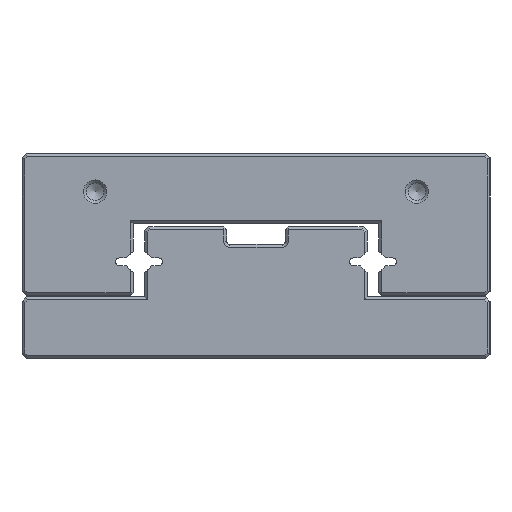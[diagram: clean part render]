
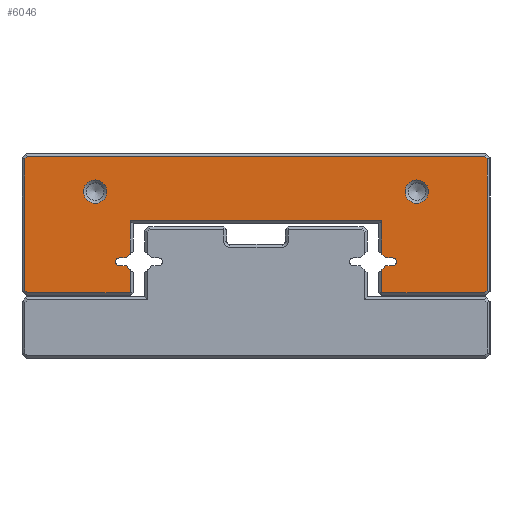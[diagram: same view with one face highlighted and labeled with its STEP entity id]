
A CAD part, left-side view. The second image highlights one B-rep face of the part: STEP entity #6046.
In plain terms, the highlighted planar face has unit normal (-1, 0, 0).
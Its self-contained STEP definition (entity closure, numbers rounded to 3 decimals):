
#5083=FACE_BOUND('',#9330,.T.);
#5084=FACE_BOUND('',#9331,.T.);
#5085=FACE_BOUND('',#9332,.T.);
#5584=CIRCLE('',#25614,0.667);
#5601=CIRCLE('',#25639,0.667);
#5605=CIRCLE('',#25649,2.);
#5606=CIRCLE('',#25650,2.);
#6046=ADVANCED_FACE('',(#5083,#5084,#5085),#7203,.T.);
#7203=PLANE('',#25651);
#9330=EDGE_LOOP('',(#12209,#12210,#12211,#12212,#12213,#12214,#12215,#12216,
#12217,#12218,#12219,#12220,#12221,#12222,#12223,#12224,#12225,#12226,#12227,
#12228,#12229,#12230,#12231,#12232));
#9331=EDGE_LOOP('',(#12233));
#9332=EDGE_LOOP('',(#12234));
#12209=ORIENTED_EDGE('',*,*,#19163,.F.);
#12210=ORIENTED_EDGE('',*,*,#19202,.T.);
#12211=ORIENTED_EDGE('',*,*,#19203,.T.);
#12212=ORIENTED_EDGE('',*,*,#19204,.T.);
#12213=ORIENTED_EDGE('',*,*,#19110,.F.);
#12214=ORIENTED_EDGE('',*,*,#19104,.F.);
#12215=ORIENTED_EDGE('',*,*,#19101,.F.);
#12216=ORIENTED_EDGE('',*,*,#19098,.F.);
#12217=ORIENTED_EDGE('',*,*,#19096,.F.);
#12218=ORIENTED_EDGE('',*,*,#19205,.T.);
#12219=ORIENTED_EDGE('',*,*,#19206,.T.);
#12220=ORIENTED_EDGE('',*,*,#19207,.T.);
#12221=ORIENTED_EDGE('',*,*,#19208,.T.);
#12222=ORIENTED_EDGE('',*,*,#19209,.T.);
#12223=ORIENTED_EDGE('',*,*,#19210,.T.);
#12224=ORIENTED_EDGE('',*,*,#19211,.T.);
#12225=ORIENTED_EDGE('',*,*,#19212,.T.);
#12226=ORIENTED_EDGE('',*,*,#19213,.T.);
#12227=ORIENTED_EDGE('',*,*,#19214,.T.);
#12228=ORIENTED_EDGE('',*,*,#19215,.T.);
#12229=ORIENTED_EDGE('',*,*,#19177,.F.);
#12230=ORIENTED_EDGE('',*,*,#19171,.F.);
#12231=ORIENTED_EDGE('',*,*,#19168,.F.);
#12232=ORIENTED_EDGE('',*,*,#19165,.F.);
#12233=ORIENTED_EDGE('',*,*,#19216,.T.);
#12234=ORIENTED_EDGE('',*,*,#19217,.T.);
#16986=VERTEX_POINT('',#34188);
#16987=VERTEX_POINT('',#34190);
#16988=VERTEX_POINT('',#34194);
#16990=VERTEX_POINT('',#34200);
#16992=VERTEX_POINT('',#34206);
#16997=VERTEX_POINT('',#34218);
#17033=VERTEX_POINT('',#34310);
#17034=VERTEX_POINT('',#34312);
#17035=VERTEX_POINT('',#34316);
#17037=VERTEX_POINT('',#34322);
#17039=VERTEX_POINT('',#34328);
#17044=VERTEX_POINT('',#34340);
#17065=VERTEX_POINT('',#34390);
#17066=VERTEX_POINT('',#34392);
#17067=VERTEX_POINT('',#34395);
#17068=VERTEX_POINT('',#34397);
#17069=VERTEX_POINT('',#34399);
#17070=VERTEX_POINT('',#34401);
#17071=VERTEX_POINT('',#34403);
#17072=VERTEX_POINT('',#34405);
#17073=VERTEX_POINT('',#34407);
#17074=VERTEX_POINT('',#34409);
#17075=VERTEX_POINT('',#34411);
#17076=VERTEX_POINT('',#34413);
#17077=VERTEX_POINT('',#34416);
#17078=VERTEX_POINT('',#34418);
#19096=EDGE_CURVE('',#16986,#16987,#21607,.T.);
#19098=EDGE_CURVE('',#16987,#16988,#21609,.T.);
#19101=EDGE_CURVE('',#16988,#16990,#5584,.T.);
#19104=EDGE_CURVE('',#16990,#16992,#21613,.T.);
#19110=EDGE_CURVE('',#16992,#16997,#21619,.T.);
#19163=EDGE_CURVE('',#17033,#17034,#21657,.T.);
#19165=EDGE_CURVE('',#17034,#17035,#21659,.T.);
#19168=EDGE_CURVE('',#17035,#17037,#5601,.T.);
#19171=EDGE_CURVE('',#17037,#17039,#21663,.T.);
#19177=EDGE_CURVE('',#17039,#17044,#21669,.T.);
#19202=EDGE_CURVE('',#17033,#17065,#21692,.T.);
#19203=EDGE_CURVE('',#17065,#17066,#21693,.T.);
#19204=EDGE_CURVE('',#17066,#16997,#21694,.T.);
#19205=EDGE_CURVE('',#16986,#17067,#21695,.T.);
#19206=EDGE_CURVE('',#17067,#17068,#21696,.T.);
#19207=EDGE_CURVE('',#17068,#17069,#21697,.T.);
#19208=EDGE_CURVE('',#17069,#17070,#21698,.T.);
#19209=EDGE_CURVE('',#17070,#17071,#21699,.T.);
#19210=EDGE_CURVE('',#17071,#17072,#21700,.T.);
#19211=EDGE_CURVE('',#17072,#17073,#21701,.T.);
#19212=EDGE_CURVE('',#17073,#17074,#21702,.T.);
#19213=EDGE_CURVE('',#17074,#17075,#21703,.T.);
#19214=EDGE_CURVE('',#17075,#17076,#21704,.T.);
#19215=EDGE_CURVE('',#17076,#17044,#21705,.T.);
#19216=EDGE_CURVE('',#17077,#17077,#5605,.T.);
#19217=EDGE_CURVE('',#17078,#17078,#5606,.T.);
#21607=LINE('',#34189,#23761);
#21609=LINE('',#34193,#23763);
#21613=LINE('',#34205,#23767);
#21619=LINE('',#34217,#23773);
#21657=LINE('',#34311,#23811);
#21659=LINE('',#34315,#23813);
#21663=LINE('',#34327,#23817);
#21669=LINE('',#34339,#23823);
#21692=LINE('',#34389,#23846);
#21693=LINE('',#34391,#23847);
#21694=LINE('',#34393,#23848);
#21695=LINE('',#34394,#23849);
#21696=LINE('',#34396,#23850);
#21697=LINE('',#34398,#23851);
#21698=LINE('',#34400,#23852);
#21699=LINE('',#34402,#23853);
#21700=LINE('',#34404,#23854);
#21701=LINE('',#34406,#23855);
#21702=LINE('',#34408,#23856);
#21703=LINE('',#34410,#23857);
#21704=LINE('',#34412,#23858);
#21705=LINE('',#34414,#23859);
#23761=VECTOR('',#28210,1.);
#23763=VECTOR('',#28214,1.);
#23767=VECTOR('',#28226,1.);
#23773=VECTOR('',#28234,1.);
#23811=VECTOR('',#28310,1.);
#23813=VECTOR('',#28314,1.);
#23817=VECTOR('',#28326,1.);
#23823=VECTOR('',#28334,1.);
#23846=VECTOR('',#28369,1.);
#23847=VECTOR('',#28370,1.);
#23848=VECTOR('',#28371,1.);
#23849=VECTOR('',#28372,1.);
#23850=VECTOR('',#28373,1.);
#23851=VECTOR('',#28374,1.);
#23852=VECTOR('',#28375,1.);
#23853=VECTOR('',#28376,1.);
#23854=VECTOR('',#28377,1.);
#23855=VECTOR('',#28378,1.);
#23856=VECTOR('',#28379,1.);
#23857=VECTOR('',#28380,1.);
#23858=VECTOR('',#28381,1.);
#23859=VECTOR('',#28382,1.);
#25614=AXIS2_PLACEMENT_3D('',#34199,#28219,#28220);
#25639=AXIS2_PLACEMENT_3D('',#34321,#28319,#28320);
#25649=AXIS2_PLACEMENT_3D('',#34415,#28383,#28384);
#25650=AXIS2_PLACEMENT_3D('',#34417,#28385,#28386);
#25651=AXIS2_PLACEMENT_3D('',#34419,#28387,#28388);
#28210=DIRECTION('',(0.,-0.707,0.707));
#28214=DIRECTION('',(0.,-1.,0.));
#28219=DIRECTION('',(-1.,0.,0.));
#28220=DIRECTION('',(0.,0.,-1.));
#28226=DIRECTION('',(0.,1.,0.));
#28234=DIRECTION('',(0.,0.707,0.707));
#28310=DIRECTION('',(0.,0.707,-0.707));
#28314=DIRECTION('',(0.,1.,0.));
#28319=DIRECTION('',(-1.,0.,0.));
#28320=DIRECTION('',(0.,0.,1.));
#28326=DIRECTION('',(0.,-1.,0.));
#28334=DIRECTION('',(0.,-0.707,-0.707));
#28369=DIRECTION('',(0.,0.,1.));
#28370=DIRECTION('',(0.,-1.,0.));
#28371=DIRECTION('',(0.,0.,-1.));
#28372=DIRECTION('',(0.,0.,-1.));
#28373=DIRECTION('',(0.,-1.,0.));
#28374=DIRECTION('',(0.,-0.707,0.707));
#28375=DIRECTION('',(0.,0.,1.));
#28376=DIRECTION('',(0.,0.707,0.707));
#28377=DIRECTION('',(0.,1.,0.));
#28378=DIRECTION('',(0.,0.707,-0.707));
#28379=DIRECTION('',(0.,0.,-1.));
#28380=DIRECTION('',(0.,-0.707,-0.707));
#28381=DIRECTION('',(0.,-1.,0.));
#28382=DIRECTION('',(0.,0.,1.));
#28383=DIRECTION('',(1.,0.,0.));
#28384=DIRECTION('',(0.,0.,-1.));
#28385=DIRECTION('',(1.,0.,0.));
#28386=DIRECTION('',(0.,0.,-1.));
#28387=DIRECTION('',(-1.,0.,0.));
#28388=DIRECTION('',(0.,0.,-1.));
#34188=CARTESIAN_POINT('',(80.,18.5,15.172));
#34189=CARTESIAN_POINT('',(80.,19.,14.672));
#34190=CARTESIAN_POINT('',(80.,17.838,15.833));
#34193=CARTESIAN_POINT('',(80.,17.838,15.833));
#34194=CARTESIAN_POINT('',(80.,16.667,15.833));
#34199=CARTESIAN_POINT('',(80.,16.667,16.5));
#34200=CARTESIAN_POINT('',(80.,16.667,17.167));
#34205=CARTESIAN_POINT('',(80.,16.667,17.167));
#34206=CARTESIAN_POINT('',(80.,17.838,17.167));
#34217=CARTESIAN_POINT('',(80.,17.838,17.167));
#34218=CARTESIAN_POINT('',(80.,18.5,17.828));
#34310=CARTESIAN_POINT('',(80.,61.5,17.828));
#34311=CARTESIAN_POINT('',(80.,61.,18.328));
#34312=CARTESIAN_POINT('',(80.,62.162,17.167));
#34315=CARTESIAN_POINT('',(80.,62.162,17.167));
#34316=CARTESIAN_POINT('',(80.,63.333,17.167));
#34321=CARTESIAN_POINT('',(80.,63.333,16.5));
#34322=CARTESIAN_POINT('',(80.,63.333,15.833));
#34327=CARTESIAN_POINT('',(80.,63.333,15.833));
#34328=CARTESIAN_POINT('',(80.,62.162,15.833));
#34339=CARTESIAN_POINT('',(80.,62.162,15.833));
#34340=CARTESIAN_POINT('',(80.,61.5,15.172));
#34389=CARTESIAN_POINT('',(80.,61.5,23.));
#34390=CARTESIAN_POINT('',(80.,61.5,23.5));
#34391=CARTESIAN_POINT('',(80.,19.,23.5));
#34392=CARTESIAN_POINT('',(80.,18.5,23.5));
#34393=CARTESIAN_POINT('',(80.,18.5,18.328));
#34394=CARTESIAN_POINT('',(80.,18.5,10.7));
#34395=CARTESIAN_POINT('',(80.,18.5,11.2));
#34396=CARTESIAN_POINT('',(80.,0.7,11.2));
#34397=CARTESIAN_POINT('',(80.,0.907,11.2));
#34398=CARTESIAN_POINT('',(80.,6.137,5.97));
#34399=CARTESIAN_POINT('',(80.,0.5,11.607));
#34400=CARTESIAN_POINT('',(80.,0.5,34.3));
#34401=CARTESIAN_POINT('',(80.,0.5,34.093));
#34402=CARTESIAN_POINT('',(80.,-0.213,33.38));
#34403=CARTESIAN_POINT('',(80.,0.907,34.5));
#34404=CARTESIAN_POINT('',(80.,79.3,34.5));
#34405=CARTESIAN_POINT('',(80.,79.093,34.5));
#34406=CARTESIAN_POINT('',(80.,56.88,56.713));
#34407=CARTESIAN_POINT('',(80.,79.5,34.093));
#34408=CARTESIAN_POINT('',(80.,79.5,11.4));
#34409=CARTESIAN_POINT('',(80.,79.5,11.607));
#34410=CARTESIAN_POINT('',(80.,50.53,-17.363));
#34411=CARTESIAN_POINT('',(80.,79.093,11.2));
#34412=CARTESIAN_POINT('',(80.,61.,11.2));
#34413=CARTESIAN_POINT('',(80.,61.5,11.2));
#34414=CARTESIAN_POINT('',(80.,61.5,14.672));
#34415=CARTESIAN_POINT('',(80.,12.5,28.5));
#34416=CARTESIAN_POINT('',(80.,12.5,26.5));
#34417=CARTESIAN_POINT('',(80.,67.5,28.5));
#34418=CARTESIAN_POINT('',(80.,67.5,26.5));
#34419=CARTESIAN_POINT('',(80.,16.667,16.5));
